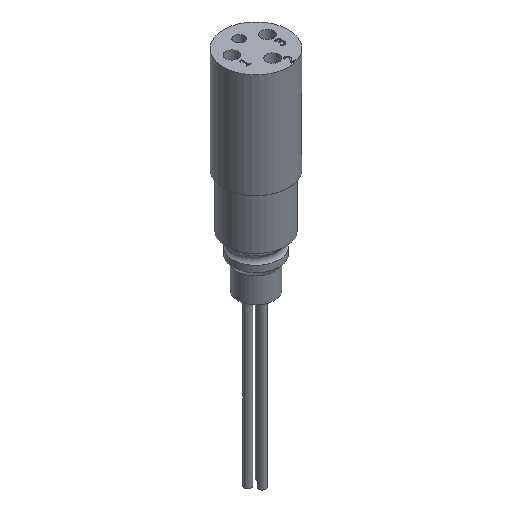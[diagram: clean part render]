
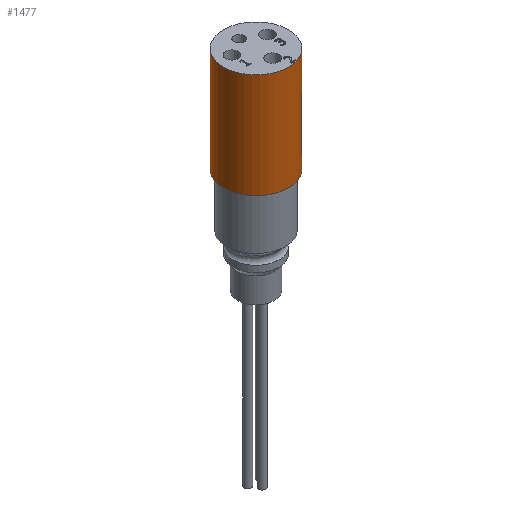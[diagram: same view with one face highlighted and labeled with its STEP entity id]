
A CAD part, isometric view. The second image highlights one B-rep face of the part: STEP entity #1477.
In plain terms, the highlighted cylindrical face has radius 7.75 mm (diameter 15.5 mm), a full revolution.
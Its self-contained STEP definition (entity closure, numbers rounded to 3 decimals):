
#36=FACE_BOUND($,#307,.T.);
#71=CIRCLE($,#1559,7.75);
#72=CIRCLE($,#1560,7.75);
#85=CYLINDRICAL_SURFACE($,#1558,7.75);
#204=FACE_OUTER_BOUND($,#306,.T.);
#306=EDGE_LOOP($,(#1231));
#307=EDGE_LOOP($,(#1232));
#720=VERTEX_POINT($,#2638);
#721=VERTEX_POINT($,#2640);
#911=EDGE_CURVE($,#720,#720,#71,.T.);
#912=EDGE_CURVE($,#721,#721,#72,.T.);
#1231=ORIENTED_EDGE($,*,*,#911,.T.);
#1232=ORIENTED_EDGE($,*,*,#912,.F.);
#1477=ADVANCED_FACE($,(#204,#36),#85,.T.);
#1558=AXIS2_PLACEMENT_3D($,#2637,#1818,#1819);
#1559=AXIS2_PLACEMENT_3D($,#2639,#1820,#1821);
#1560=AXIS2_PLACEMENT_3D($,#2641,#1822,#1823);
#1818=DIRECTION('center_axis',(0.,0.,1.));
#1819=DIRECTION('ref_axis',(-1.,0.,0.));
#1820=DIRECTION('center_axis',(0.,0.,-1.));
#1821=DIRECTION('ref_axis',(-1.,0.,0.));
#1822=DIRECTION('center_axis',(0.,0.,-1.));
#1823=DIRECTION('ref_axis',(-1.,0.,0.));
#2637=CARTESIAN_POINT('Origin',(0.,0.,0.));
#2638=CARTESIAN_POINT('',(7.75,0.,25.));
#2639=CARTESIAN_POINT('Origin',(0.,0.,25.));
#2640=CARTESIAN_POINT('',(7.75,0.,0.));
#2641=CARTESIAN_POINT('Origin',(0.,0.,0.));
